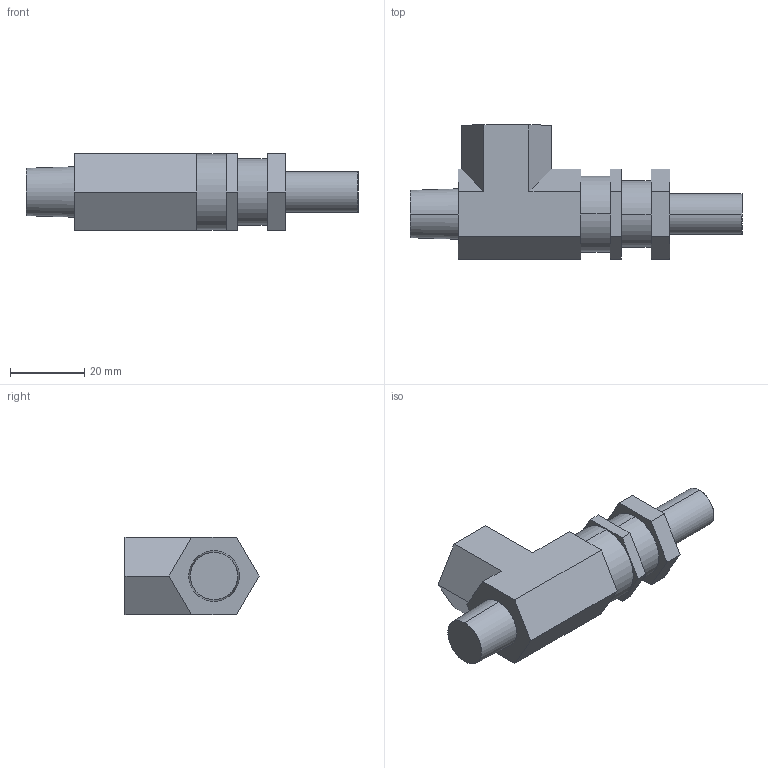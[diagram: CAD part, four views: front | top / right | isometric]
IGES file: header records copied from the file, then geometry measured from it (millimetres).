
Start section: SolidWorks IGES file using analytic representation for surfaces
Global section: file name: RM2T2_.IGS; native system: SolidWorks 2009; preprocessor: SolidWorks 2009; author: nishi; date: 131213.232734; units: millimetre
Bounding box: 89.5 x 36.12 x 21 mm (x, y, z)
Surface area: 9167.9 mm2 (no closed solid volume)
Topology: 0 solids, 0 shells, 47 faces, 474 edges, 474 vertices
Faces by surface type: bspline 37, revolution 10
